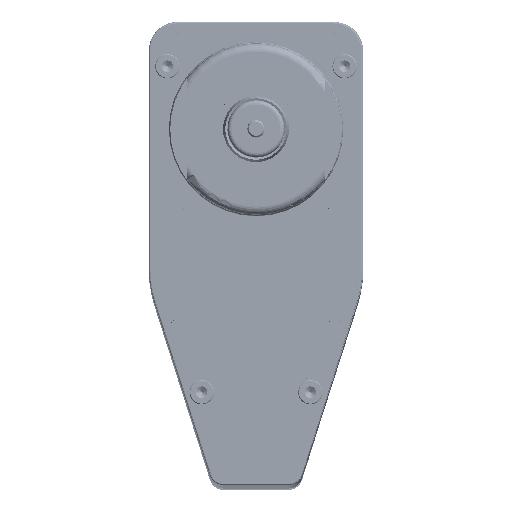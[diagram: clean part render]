
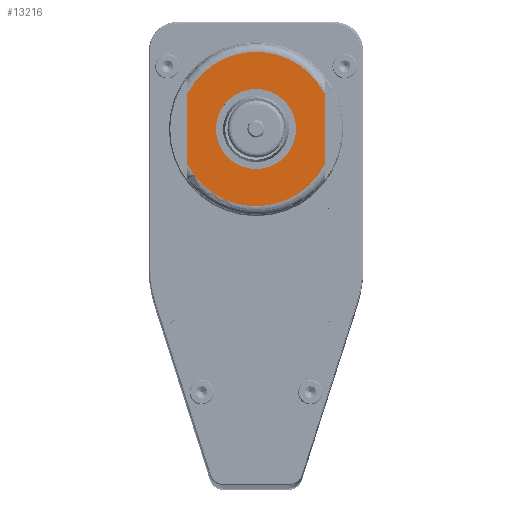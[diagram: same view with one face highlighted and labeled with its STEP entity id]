
A CAD part, top view. The second image highlights one B-rep face of the part: STEP entity #13216.
In plain terms, the highlighted planar face has unit normal (0, 0, 1).
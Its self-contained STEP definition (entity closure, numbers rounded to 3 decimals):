
#393 = VERTEX_POINT ( 'NONE', #104831 ) ;
#3882 = DIRECTION ( 'NONE',  ( 0., -1., 0. ) ) ;
#5174 = LINE ( 'NONE', #19841, #104432 ) ;
#5378 = AXIS2_PLACEMENT_3D ( 'NONE', #142925, #59621, #120022 ) ;
#9827 = CARTESIAN_POINT ( 'NONE',  ( 0., 0., 545. ) ) ;
#10986 = VECTOR ( 'NONE', #3882, 1000. ) ;
#11792 = FACE_OUTER_BOUND ( 'NONE', #66786, .T. ) ;
#13028 = VERTEX_POINT ( 'NONE', #92239 ) ;
#13216 = ADVANCED_FACE ( 'NONE', ( #33315, #11792 ), #21825, .T. ) ;
#15349 = LINE ( 'NONE', #54581, #10986 ) ;
#19841 = CARTESIAN_POINT ( 'NONE',  ( -24., 0., 545. ) ) ;
#21825 = PLANE ( 'NONE',  #26330 ) ;
#24962 = VERTEX_POINT ( 'NONE', #67003 ) ;
#25066 = CARTESIAN_POINT ( 'NONE',  ( 24., -12.369, 545. ) ) ;
#25432 = ORIENTED_EDGE ( 'NONE', *, *, #106924, .F. ) ;
#25666 = DIRECTION ( 'NONE',  ( 0., 0., 1. ) ) ;
#26330 = AXIS2_PLACEMENT_3D ( 'NONE', #73942, #123653, #94613 ) ;
#28125 = CARTESIAN_POINT ( 'NONE',  ( 0., 0., 545. ) ) ;
#28588 = EDGE_CURVE ( 'NONE', #393, #24962, #124132, .T. ) ;
#29071 = ORIENTED_EDGE ( 'NONE', *, *, #45477, .T. ) ;
#30658 = VERTEX_POINT ( 'NONE', #25066 ) ;
#33315 = FACE_BOUND ( 'NONE', #74804, .T. ) ;
#37158 = DIRECTION ( 'NONE',  ( 0., -1., 0. ) ) ;
#45477 = EDGE_CURVE ( 'NONE', #13028, #30658, #110858, .T. ) ;
#51102 = ORIENTED_EDGE ( 'NONE', *, *, #149645, .T. ) ;
#53782 = AXIS2_PLACEMENT_3D ( 'NONE', #28125, #25666, #37158 ) ;
#53934 = EDGE_CURVE ( 'NONE', #140427, #140427, #60190, .T. ) ;
#54581 = CARTESIAN_POINT ( 'NONE',  ( 24., 0., 545. ) ) ;
#59621 = DIRECTION ( 'NONE',  ( 0., 0., 1. ) ) ;
#60190 = CIRCLE ( 'NONE', #5378, 14. ) ;
#61330 = AXIS2_PLACEMENT_3D ( 'NONE', #9827, #160018, #120105 ) ;
#66206 = CARTESIAN_POINT ( 'NONE',  ( 0., -14., 545. ) ) ;
#66786 = EDGE_LOOP ( 'NONE', ( #51102, #29071, #25432, #128121 ) ) ;
#67003 = CARTESIAN_POINT ( 'NONE',  ( -24., 12.369, 545. ) ) ;
#73942 = CARTESIAN_POINT ( 'NONE',  ( 0., 0., 545. ) ) ;
#74804 = EDGE_LOOP ( 'NONE', ( #77445 ) ) ;
#77445 = ORIENTED_EDGE ( 'NONE', *, *, #53934, .F. ) ;
#91030 = DIRECTION ( 'NONE',  ( 0., -1., 0. ) ) ;
#92239 = CARTESIAN_POINT ( 'NONE',  ( -24., -12.369, 545. ) ) ;
#94613 = DIRECTION ( 'NONE',  ( 0., -1., 0. ) ) ;
#104432 = VECTOR ( 'NONE', #91030, 1000. ) ;
#104831 = CARTESIAN_POINT ( 'NONE',  ( 24., 12.369, 545. ) ) ;
#106924 = EDGE_CURVE ( 'NONE', #393, #30658, #15349, .T. ) ;
#110858 = CIRCLE ( 'NONE', #61330, 27. ) ;
#120022 = DIRECTION ( 'NONE',  ( 0., -1., 0. ) ) ;
#120105 = DIRECTION ( 'NONE',  ( 0., -1., 0. ) ) ;
#123653 = DIRECTION ( 'NONE',  ( 0., 0., 1. ) ) ;
#124132 = CIRCLE ( 'NONE', #53782, 27. ) ;
#128121 = ORIENTED_EDGE ( 'NONE', *, *, #28588, .T. ) ;
#140427 = VERTEX_POINT ( 'NONE', #66206 ) ;
#142925 = CARTESIAN_POINT ( 'NONE',  ( 0., 0., 545. ) ) ;
#149645 = EDGE_CURVE ( 'NONE', #24962, #13028, #5174, .T. ) ;
#160018 = DIRECTION ( 'NONE',  ( 0., 0., 1. ) ) ;
